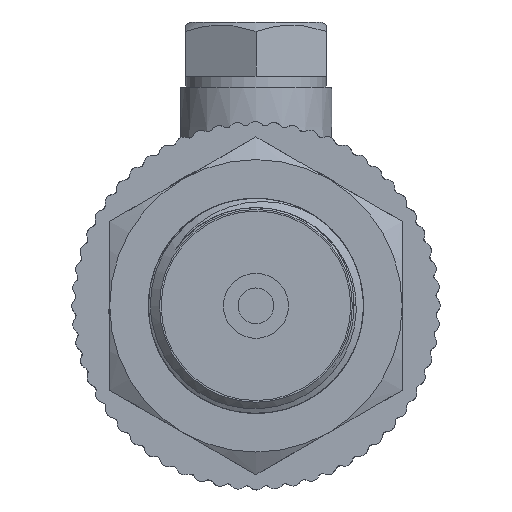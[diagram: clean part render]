
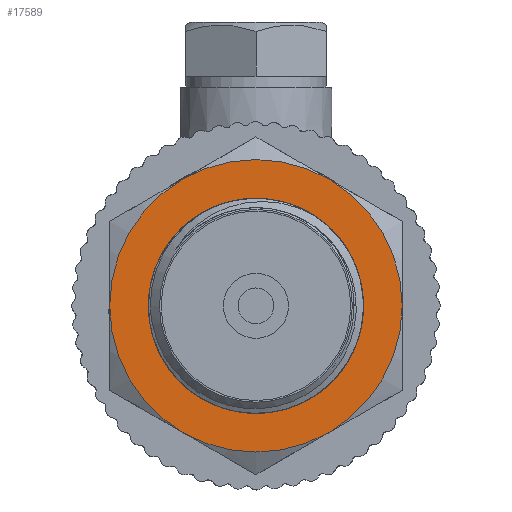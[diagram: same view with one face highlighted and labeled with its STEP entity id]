
A CAD part, left-side view. The second image highlights one B-rep face of the part: STEP entity #17589.
In plain terms, the highlighted face is planar.
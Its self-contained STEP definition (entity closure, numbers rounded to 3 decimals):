
#212=FACE_BOUND('',#2868,.T.);
#839=PLANE('',#18750);
#1834=FACE_OUTER_BOUND('',#2867,.T.);
#2867=EDGE_LOOP('',(#16245));
#2868=EDGE_LOOP('',(#16246));
#3423=CIRCLE('',#18749,13.5);
#3424=CIRCLE('',#18751,9.9);
#8165=VERTEX_POINT('',#55759);
#8166=VERTEX_POINT('',#55763);
#10862=EDGE_CURVE('',#8165,#8165,#3423,.T.);
#10864=EDGE_CURVE('',#8166,#8166,#3424,.T.);
#16245=ORIENTED_EDGE('',*,*,#10862,.T.);
#16246=ORIENTED_EDGE('',*,*,#10864,.F.);
#17589=ADVANCED_FACE('',(#1834,#212),#839,.T.);
#18749=AXIS2_PLACEMENT_3D('',#55760,#21791,#21792);
#18750=AXIS2_PLACEMENT_3D('',#55762,#21794,#21795);
#18751=AXIS2_PLACEMENT_3D('',#55764,#21796,#21797);
#21791=DIRECTION('center_axis',(1.,0.,0.));
#21792=DIRECTION('ref_axis',(0.,0.,-1.));
#21794=DIRECTION('center_axis',(1.,0.,0.));
#21795=DIRECTION('ref_axis',(0.,0.,-1.));
#21796=DIRECTION('center_axis',(1.,0.,0.));
#21797=DIRECTION('ref_axis',(0.,0.,-1.));
#55759=CARTESIAN_POINT('',(-23.,-13.5,0.));
#55760=CARTESIAN_POINT('Origin',(-23.,0.,0.));
#55762=CARTESIAN_POINT('Origin',(-23.,9.9,0.));
#55763=CARTESIAN_POINT('',(-23.,0.,9.9));
#55764=CARTESIAN_POINT('Origin',(-23.,0.,0.));
